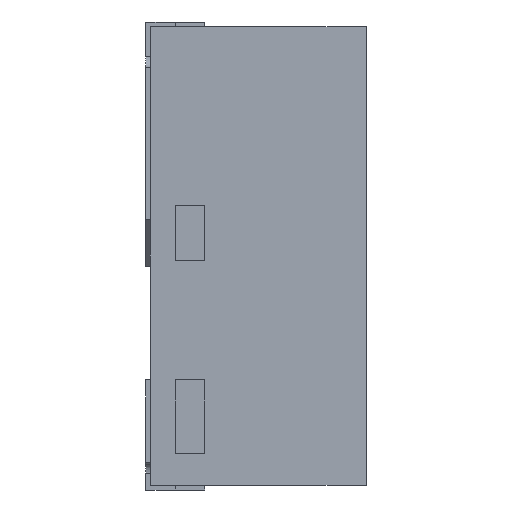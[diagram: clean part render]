
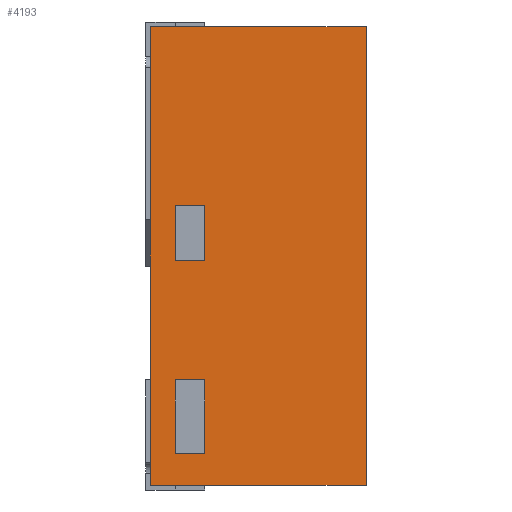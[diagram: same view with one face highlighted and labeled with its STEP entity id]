
A CAD part, left-side view. The second image highlights one B-rep face of the part: STEP entity #4193.
In plain terms, the highlighted planar face has unit normal (-1, 0, 0).
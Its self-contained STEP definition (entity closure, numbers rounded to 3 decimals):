
#42 = DIRECTION ( 'NONE',  ( 0., 0., -1. ) ) ;
#255 = EDGE_CURVE ( 'NONE', #373, #6907, #5639, .T. ) ;
#274 = CARTESIAN_POINT ( 'NONE',  ( 0., 0.47, 0. ) ) ;
#373 = VERTEX_POINT ( 'NONE', #3452 ) ;
#479 = ORIENTED_EDGE ( 'NONE', *, *, #5983, .T. ) ;
#509 = CARTESIAN_POINT ( 'NONE',  ( 0., 0.352, -0.51 ) ) ;
#553 = VERTEX_POINT ( 'NONE', #2494 ) ;
#581 = VECTOR ( 'NONE', #42, 1000. ) ;
#603 = DIRECTION ( 'NONE',  ( 0., 0., -1. ) ) ;
#606 = DIRECTION ( 'NONE',  ( 0., 0., -1. ) ) ;
#615 = EDGE_CURVE ( 'NONE', #3246, #3939, #4949, .T. ) ;
#820 = EDGE_CURVE ( 'NONE', #553, #4744, #1319, .T. ) ;
#851 = CARTESIAN_POINT ( 'NONE',  ( 0., 0.416, -0.77 ) ) ;
#896 = VERTEX_POINT ( 'NONE', #1076 ) ;
#1013 = VECTOR ( 'NONE', #1324, 1000. ) ;
#1016 = VECTOR ( 'NONE', #4292, 1000. ) ;
#1026 = DIRECTION ( 'NONE',  ( 0., 1., 0. ) ) ;
#1076 = CARTESIAN_POINT ( 'NONE',  ( 0., 0.47, 0. ) ) ;
#1113 = CARTESIAN_POINT ( 'NONE',  ( 0., 0.47, -0.77 ) ) ;
#1172 = CARTESIAN_POINT ( 'NONE',  ( 0., 0.416, 0. ) ) ;
#1319 = LINE ( 'NONE', #3509, #3174 ) ;
#1324 = DIRECTION ( 'NONE',  ( 0., -1., 0. ) ) ;
#1408 = LINE ( 'NONE', #3675, #2159 ) ;
#1427 = ORIENTED_EDGE ( 'NONE', *, *, #3074, .F. ) ;
#1703 = CARTESIAN_POINT ( 'NONE',  ( 0., 0., 0. ) ) ;
#1761 = DIRECTION ( 'NONE',  ( 0., -1., 0. ) ) ;
#1873 = CARTESIAN_POINT ( 'NONE',  ( 0., 0.47, 0. ) ) ;
#1880 = DIRECTION ( 'NONE',  ( 0., 0., -1. ) ) ;
#2102 = CARTESIAN_POINT ( 'NONE',  ( 0., 0.416, -0.39 ) ) ;
#2159 = VECTOR ( 'NONE', #4291, 1000. ) ;
#2326 = CARTESIAN_POINT ( 'NONE',  ( 0., 0.352, 0. ) ) ;
#2395 = FACE_BOUND ( 'NONE', #3656, .T. ) ;
#2403 = LINE ( 'NONE', #2326, #581 ) ;
#2448 = VECTOR ( 'NONE', #1026, 1000. ) ;
#2461 = CARTESIAN_POINT ( 'NONE',  ( 0., 0.416, -0.93 ) ) ;
#2494 = CARTESIAN_POINT ( 'NONE',  ( 0., 0.47, -0.999 ) ) ;
#2589 = VECTOR ( 'NONE', #4007, 1000. ) ;
#2630 = CARTESIAN_POINT ( 'NONE',  ( 0., 0.416, -0.51 ) ) ;
#2668 = EDGE_CURVE ( 'NONE', #4744, #3507, #1408, .T. ) ;
#2916 = CARTESIAN_POINT ( 'NONE',  ( 0., 0.352, 0. ) ) ;
#2946 = DIRECTION ( 'NONE',  ( 1., 0., 0. ) ) ;
#3028 = FACE_OUTER_BOUND ( 'NONE', #6064, .T. ) ;
#3041 = CARTESIAN_POINT ( 'NONE',  ( 0., 0.352, -0.77 ) ) ;
#3074 = EDGE_CURVE ( 'NONE', #553, #896, #4165, .T. ) ;
#3092 = ORIENTED_EDGE ( 'NONE', *, *, #255, .F. ) ;
#3134 = ORIENTED_EDGE ( 'NONE', *, *, #6030, .F. ) ;
#3145 = VECTOR ( 'NONE', #606, 1000. ) ;
#3174 = VECTOR ( 'NONE', #1761, 1000. ) ;
#3206 = ORIENTED_EDGE ( 'NONE', *, *, #3869, .F. ) ;
#3246 = VERTEX_POINT ( 'NONE', #509 ) ;
#3447 = LINE ( 'NONE', #7335, #3145 ) ;
#3452 = CARTESIAN_POINT ( 'NONE',  ( 0., 0.352, -0.39 ) ) ;
#3495 = CARTESIAN_POINT ( 'NONE',  ( 0., 0.47, -0.39 ) ) ;
#3507 = VERTEX_POINT ( 'NONE', #1703 ) ;
#3509 = CARTESIAN_POINT ( 'NONE',  ( 0., 0.47, -0.999 ) ) ;
#3512 = LINE ( 'NONE', #1172, #7105 ) ;
#3599 = VERTEX_POINT ( 'NONE', #2461 ) ;
#3656 = EDGE_LOOP ( 'NONE', ( #3134, #3771, #6966, #3876 ) ) ;
#3672 = LINE ( 'NONE', #274, #1013 ) ;
#3675 = CARTESIAN_POINT ( 'NONE',  ( 0., 0., 0. ) ) ;
#3726 = EDGE_CURVE ( 'NONE', #6040, #3599, #3883, .T. ) ;
#3771 = ORIENTED_EDGE ( 'NONE', *, *, #4466, .F. ) ;
#3869 = EDGE_CURVE ( 'NONE', #896, #3507, #3672, .T. ) ;
#3876 = ORIENTED_EDGE ( 'NONE', *, *, #3726, .T. ) ;
#3883 = LINE ( 'NONE', #4334, #2448 ) ;
#3939 = VERTEX_POINT ( 'NONE', #2630 ) ;
#4001 = EDGE_LOOP ( 'NONE', ( #6654, #3092, #479, #6653 ) ) ;
#4005 = DIRECTION ( 'NONE',  ( 0., 1., 0. ) ) ;
#4007 = DIRECTION ( 'NONE',  ( 0., 1., 0. ) ) ;
#4021 = CARTESIAN_POINT ( 'NONE',  ( 0., 0.352, -0.93 ) ) ;
#4163 = CARTESIAN_POINT ( 'NONE',  ( 0., 0.47, 0. ) ) ;
#4165 = LINE ( 'NONE', #1873, #7358 ) ;
#4193 = ADVANCED_FACE ( 'NONE', ( #2395, #3028, #5320 ), #5279, .F. ) ;
#4205 = ORIENTED_EDGE ( 'NONE', *, *, #2668, .T. ) ;
#4291 = DIRECTION ( 'NONE',  ( 0., 0., 1. ) ) ;
#4292 = DIRECTION ( 'NONE',  ( 0., 1., 0. ) ) ;
#4334 = CARTESIAN_POINT ( 'NONE',  ( 0., 0.47, -0.93 ) ) ;
#4368 = LINE ( 'NONE', #2916, #6865 ) ;
#4466 = EDGE_CURVE ( 'NONE', #6724, #6548, #5708, .T. ) ;
#4744 = VERTEX_POINT ( 'NONE', #5204 ) ;
#4832 = EDGE_CURVE ( 'NONE', #6907, #3939, #3447, .T. ) ;
#4949 = LINE ( 'NONE', #6063, #1016 ) ;
#5204 = CARTESIAN_POINT ( 'NONE',  ( 0., 0., -0.999 ) ) ;
#5279 = PLANE ( 'NONE',  #6818 ) ;
#5320 = FACE_BOUND ( 'NONE', #4001, .T. ) ;
#5639 = LINE ( 'NONE', #3495, #2589 ) ;
#5708 = LINE ( 'NONE', #1113, #6324 ) ;
#5791 = DIRECTION ( 'NONE',  ( 0., 0., -1. ) ) ;
#5983 = EDGE_CURVE ( 'NONE', #373, #3246, #4368, .T. ) ;
#6030 = EDGE_CURVE ( 'NONE', #6548, #3599, #3512, .T. ) ;
#6040 = VERTEX_POINT ( 'NONE', #4021 ) ;
#6050 = EDGE_CURVE ( 'NONE', #6724, #6040, #2403, .T. ) ;
#6063 = CARTESIAN_POINT ( 'NONE',  ( 0., 0.47, -0.51 ) ) ;
#6064 = EDGE_LOOP ( 'NONE', ( #4205, #3206, #1427, #6545 ) ) ;
#6324 = VECTOR ( 'NONE', #4005, 1000. ) ;
#6386 = DIRECTION ( 'NONE',  ( 0., 0., 1. ) ) ;
#6545 = ORIENTED_EDGE ( 'NONE', *, *, #820, .T. ) ;
#6548 = VERTEX_POINT ( 'NONE', #851 ) ;
#6653 = ORIENTED_EDGE ( 'NONE', *, *, #615, .T. ) ;
#6654 = ORIENTED_EDGE ( 'NONE', *, *, #4832, .F. ) ;
#6724 = VERTEX_POINT ( 'NONE', #3041 ) ;
#6818 = AXIS2_PLACEMENT_3D ( 'NONE', #4163, #2946, #5791 ) ;
#6865 = VECTOR ( 'NONE', #603, 1000. ) ;
#6907 = VERTEX_POINT ( 'NONE', #2102 ) ;
#6966 = ORIENTED_EDGE ( 'NONE', *, *, #6050, .T. ) ;
#7105 = VECTOR ( 'NONE', #1880, 1000. ) ;
#7335 = CARTESIAN_POINT ( 'NONE',  ( 0., 0.416, 0. ) ) ;
#7358 = VECTOR ( 'NONE', #6386, 1000. ) ;
